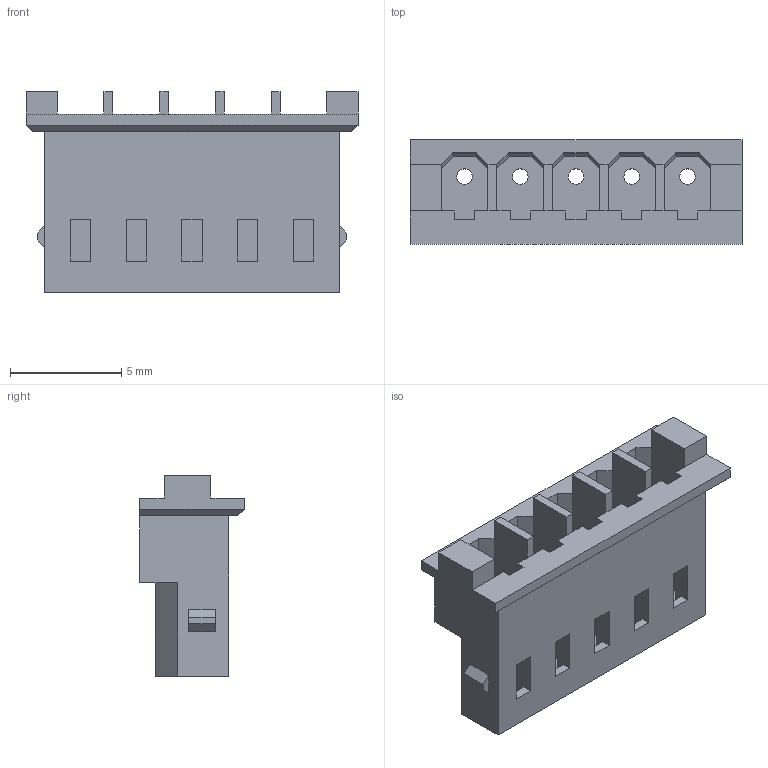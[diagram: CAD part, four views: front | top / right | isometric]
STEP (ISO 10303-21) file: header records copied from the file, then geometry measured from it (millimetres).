
FILE_DESCRIPTION( ( 'Unknown' ), '1' );
FILE_NAME( '646005113322.stp', 'Unknown', ( 'Unknown' ), ( 'Unknown' ), 'PSStep 14.0', 'Unknown', ' ' );
FILE_SCHEMA( ( 'AUTOMOTIVE_DESIGN { 1 0 10303 214 1 1 1 1 }' ) );
Length unit declared in the file: millimetre
Products named in the file (1): 1
Bounding box: 14.9 x 4.7 x 9 mm (x, y, z)
Volume: 204.8 mm3; surface area: 778.1 mm2
Topology: 1 solids, 1 shells, 163 faces, 460 edges, 296 vertices
Faces by surface type: plane 158, cylinder 5
Full cylindrical faces by diameter (mm): 0.7 x5
Entity records: 6463 total; most frequent: CARTESIAN_POINT 915, ORIENTED_EDGE 910, DIRECTION 793, EDGE_CURVE 455, LINE 445, VECTOR 445, VERTEX_POINT 296, EDGE_LOOP 185
